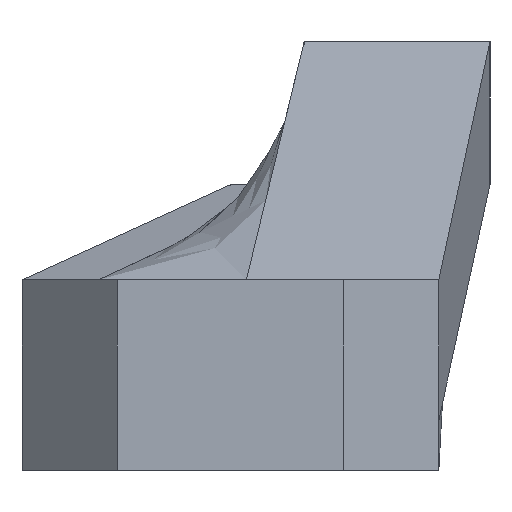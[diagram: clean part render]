
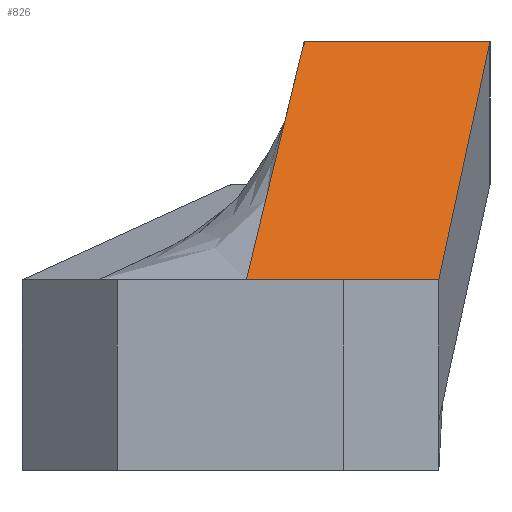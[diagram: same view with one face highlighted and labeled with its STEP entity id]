
A CAD part, left-side view. The second image highlights one B-rep face of the part: STEP entity #826.
In plain terms, the highlighted planar face has unit normal (-0.555, 0, 0.832).
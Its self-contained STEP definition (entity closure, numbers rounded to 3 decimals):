
#27=PLANE('',#890);
#65=FACE_OUTER_BOUND('',#114,.T.);
#114=EDGE_LOOP('',(#603,#604,#605,#606));
#176=LINE('',#1251,#274);
#177=LINE('',#1254,#275);
#178=LINE('',#1256,#276);
#179=LINE('',#1257,#277);
#274=VECTOR('',#992,10.);
#275=VECTOR('',#995,10.);
#276=VECTOR('',#996,10.);
#277=VECTOR('',#997,18.19);
#392=VERTEX_POINT('',#1247);
#393=VERTEX_POINT('',#1249);
#394=VERTEX_POINT('',#1253);
#395=VERTEX_POINT('',#1255);
#473=EDGE_CURVE('',#392,#393,#176,.T.);
#474=EDGE_CURVE('',#392,#394,#177,.T.);
#475=EDGE_CURVE('',#395,#393,#178,.T.);
#476=EDGE_CURVE('',#394,#395,#179,.T.);
#603=ORIENTED_EDGE('',*,*,#474,.F.);
#604=ORIENTED_EDGE('',*,*,#473,.T.);
#605=ORIENTED_EDGE('',*,*,#475,.F.);
#606=ORIENTED_EDGE('',*,*,#476,.F.);
#826=ADVANCED_FACE('',(#65),#27,.F.);
#890=AXIS2_PLACEMENT_3D('',#1252,#993,#994);
#992=DIRECTION('',(0.826,-0.118,0.551));
#993=DIRECTION('center_axis',(0.555,0.,-0.832));
#994=DIRECTION('ref_axis',(-0.832,0.,-0.555));
#995=DIRECTION('',(0.,1.,0.));
#996=DIRECTION('',(0.,-1.,0.));
#997=DIRECTION('',(0.825,-0.133,0.55));
#1247=CARTESIAN_POINT('',(67.5,-100.,-140.));
#1249=CARTESIAN_POINT('',(82.5,-102.15,-130.));
#1251=CARTESIAN_POINT('',(67.5,-100.,-140.));
#1252=CARTESIAN_POINT('Origin',(67.5,-100.,-140.));
#1253=CARTESIAN_POINT('',(67.5,-91.923,-140.));
#1254=CARTESIAN_POINT('',(67.5,-82.5,-140.));
#1255=CARTESIAN_POINT('',(82.5,-94.35,-130.));
#1256=CARTESIAN_POINT('',(82.5,-100.2,-130.));
#1257=CARTESIAN_POINT('',(67.5,-91.923,-140.));
